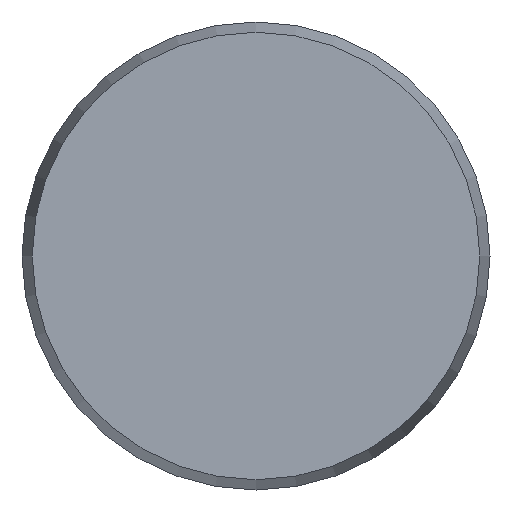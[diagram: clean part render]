
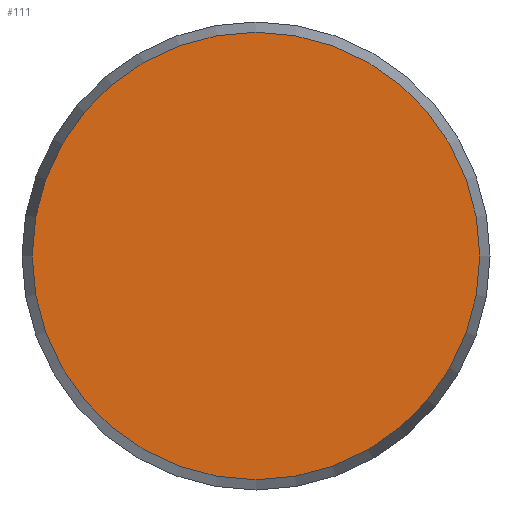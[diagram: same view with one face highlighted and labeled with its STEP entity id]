
A CAD part, front view. The second image highlights one B-rep face of the part: STEP entity #111.
In plain terms, the highlighted planar face has unit normal (0, -1, 0).
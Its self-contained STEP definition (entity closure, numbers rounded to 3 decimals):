
#111 = ADVANCED_FACE( '', ( #238 ), #239, .F. );
#238 = FACE_OUTER_BOUND( '', #411, .T. );
#239 = PLANE( '', #412 );
#411 = EDGE_LOOP( '', ( #636 ) );
#412 = AXIS2_PLACEMENT_3D( '', #637, #638, #639 );
#636 = ORIENTED_EDGE( '', *, *, #828, .T. );
#637 = CARTESIAN_POINT( '', ( 38.25, 0., 0. ) );
#638 = DIRECTION( '', ( 0., 1., 0. ) );
#639 = DIRECTION( '', ( 0., 0., 1. ) );
#828 = EDGE_CURVE( '', #973, #973, #974, .T. );
#973 = VERTEX_POINT( '', #1245 );
#974 = CIRCLE( '', #1246, 38.25 );
#1245 = CARTESIAN_POINT( '', ( 0., 0., -38.25 ) );
#1246 = AXIS2_PLACEMENT_3D( '', #1398, #1399, #1400 );
#1398 = CARTESIAN_POINT( '', ( 0., 0., 0. ) );
#1399 = DIRECTION( '', ( 0., -1., 0. ) );
#1400 = DIRECTION( '', ( 0., 0., -1. ) );
